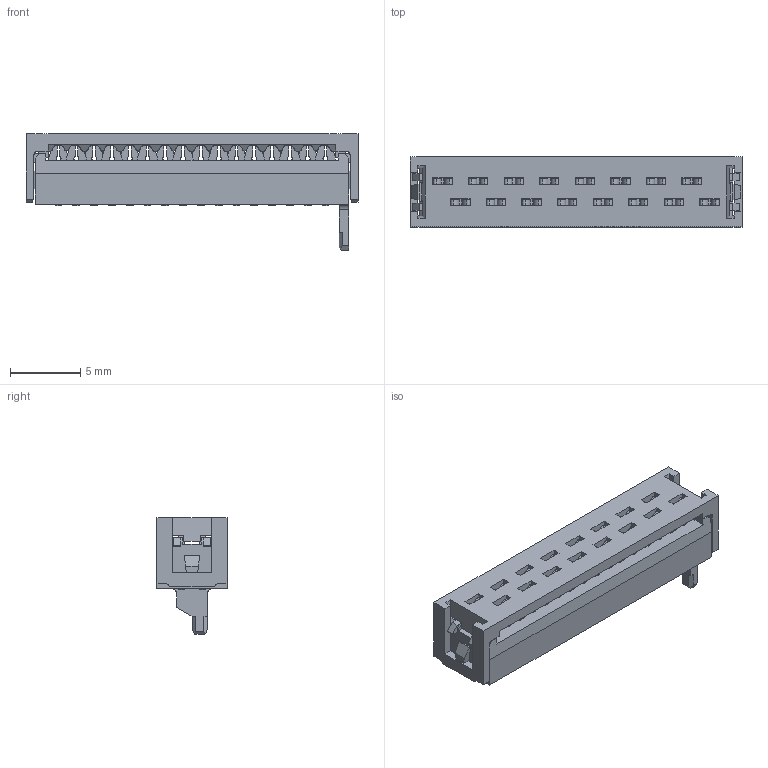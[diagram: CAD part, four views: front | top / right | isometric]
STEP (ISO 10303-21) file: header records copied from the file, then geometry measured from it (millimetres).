
FILE_DESCRIPTION((''),'2;1');
FILE_NAME('C-1-215083-6','2017-04-24T',('workeradm'),('Tyco Electronics Ltd.'),'CREO PARAMETRIC BY PTC INC, 2016050','CREO PARAMETRIC BY PTC INC, 2016050','');
FILE_SCHEMA(('AUTOMOTIVE_DESIGN { 1 0 10303 214 1 1 1 1 }'));
Length unit declared in the file: millimetre
Products named in the file (1): C-1-215083-6
Bounding box: 23.7 x 5 x 8.35 mm (x, y, z)
Volume: 323.5 mm3; surface area: 1066.6 mm2
Topology: 1 solids, 1 shells, 893 faces, 2600 edges, 1721 vertices
Faces by surface type: plane 645, cylinder 248
Entity records: 30156 total; most frequent: CARTESIAN_POINT 6526, ORIENTED_EDGE 5200, DIRECTION 4458, EDGE_CURVE 2600, VECTOR 1944, LINE 1944, VERTEX_POINT 1721, AXIS2_PLACEMENT_3D 1257
